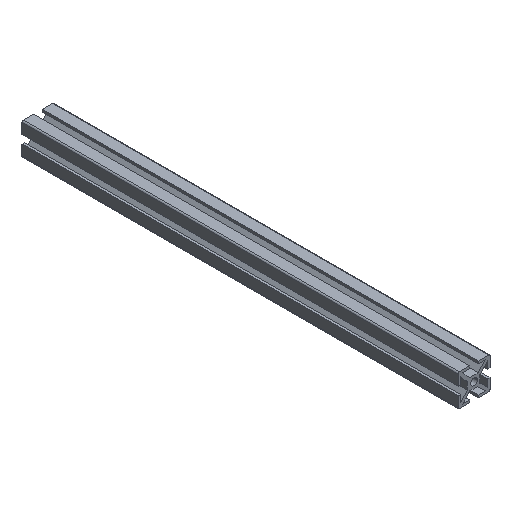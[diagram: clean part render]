
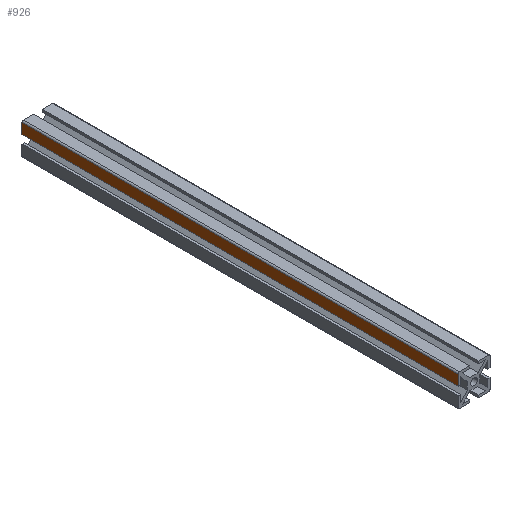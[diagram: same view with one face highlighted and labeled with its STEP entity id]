
A CAD part, isometric view. The second image highlights one B-rep face of the part: STEP entity #926.
In plain terms, the highlighted planar face has unit normal (-1, 0, 0).
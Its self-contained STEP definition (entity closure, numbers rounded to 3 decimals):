
#172=DIRECTION('',(0.,0.,1.));
#173=VECTOR('',#172,7.2);
#174=CARTESIAN_POINT('',(-11.,0.,2.8));
#175=LINE('',#174,#173);
#199=DIRECTION('',(0.,0.,1.));
#200=VECTOR('',#199,7.2);
#201=CARTESIAN_POINT('',(-11.,300.,2.8));
#202=LINE('',#201,#200);
#358=DIRECTION('',(0.,-1.,0.));
#359=VECTOR('',#358,300.);
#360=CARTESIAN_POINT('',(-11.,300.,10.));
#361=LINE('',#360,#359);
#362=DIRECTION('',(0.,1.,0.));
#363=VECTOR('',#362,300.);
#364=CARTESIAN_POINT('',(-11.,0.,2.8));
#365=LINE('',#364,#363);
#536=CARTESIAN_POINT('',(-11.,0.,2.8));
#537=VERTEX_POINT('',#536);
#602=CARTESIAN_POINT('',(-11.,300.,2.8));
#603=VERTEX_POINT('',#602);
#651=CARTESIAN_POINT('',(-11.,0.,10.));
#653=VERTEX_POINT('',#651);
#654=CARTESIAN_POINT('',(-11.,300.,10.));
#655=VERTEX_POINT('',#654);
#914=CARTESIAN_POINT('',(-11.,0.,2.8));
#915=DIRECTION('',(-1.,0.,0.));
#916=DIRECTION('',(0.,0.,1.));
#917=AXIS2_PLACEMENT_3D('',#914,#915,#916);
#918=PLANE('',#917);
#919=ORIENTED_EDGE('',*,*,#906,.T.);
#920=ORIENTED_EDGE('',*,*,#769,.F.);
#922=ORIENTED_EDGE('',*,*,#921,.T.);
#923=ORIENTED_EDGE('',*,*,#815,.T.);
#924=EDGE_LOOP('',(#919,#920,#922,#923));
#925=FACE_OUTER_BOUND('',#924,.F.);
#926=ADVANCED_FACE('',(#925),#918,.T.);
#769=EDGE_CURVE('',#537,#653,#175,.T.);
#815=EDGE_CURVE('',#603,#655,#202,.T.);
#906=EDGE_CURVE('',#655,#653,#361,.T.);
#921=EDGE_CURVE('',#537,#603,#365,.T.);
